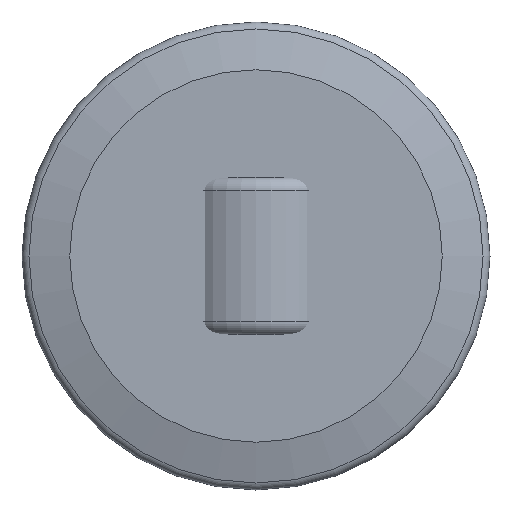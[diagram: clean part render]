
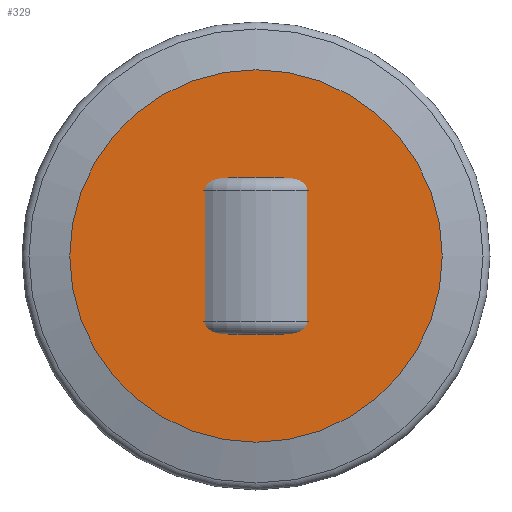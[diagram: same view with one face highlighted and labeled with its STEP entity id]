
A CAD part, front view. The second image highlights one B-rep face of the part: STEP entity #329.
In plain terms, the highlighted planar face has unit normal (0, -1, 0).
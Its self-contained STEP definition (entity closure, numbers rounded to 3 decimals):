
#30=PLANE('',#387);
#48=FACE_OUTER_BOUND('',#67,.T.);
#67=EDGE_LOOP('',(#249,#250));
#112=CIRCLE('',#385,59.3);
#113=CIRCLE('',#386,59.3);
#151=VERTEX_POINT('',#595);
#152=VERTEX_POINT('',#596);
#189=EDGE_CURVE('',#151,#152,#112,.T.);
#190=EDGE_CURVE('',#152,#151,#113,.T.);
#249=ORIENTED_EDGE('',*,*,#189,.T.);
#250=ORIENTED_EDGE('',*,*,#190,.T.);
#329=ADVANCED_FACE('',(#48),#30,.T.);
#385=AXIS2_PLACEMENT_3D('',#597,#465,#466);
#386=AXIS2_PLACEMENT_3D('',#598,#467,#468);
#387=AXIS2_PLACEMENT_3D('',#600,#470,#471);
#465=DIRECTION('center_axis',(0.,-1.,0.));
#466=DIRECTION('ref_axis',(1.,0.,0.));
#467=DIRECTION('center_axis',(0.,-1.,0.));
#468=DIRECTION('ref_axis',(1.,0.,0.));
#470=DIRECTION('center_axis',(0.,-1.,0.));
#471=DIRECTION('ref_axis',(0.,0.,-1.));
#595=CARTESIAN_POINT('',(59.3,-22.,0.));
#596=CARTESIAN_POINT('',(-59.3,-22.,0.));
#597=CARTESIAN_POINT('Origin',(0.,-22.,0.));
#598=CARTESIAN_POINT('Origin',(0.,-22.,0.));
#600=CARTESIAN_POINT('Origin',(0.,-22.,0.));
